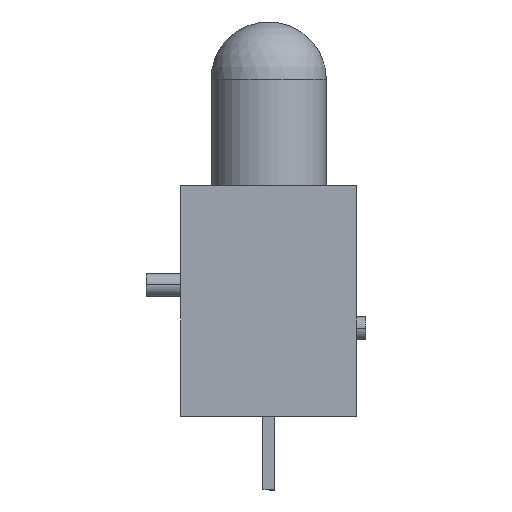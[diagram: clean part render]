
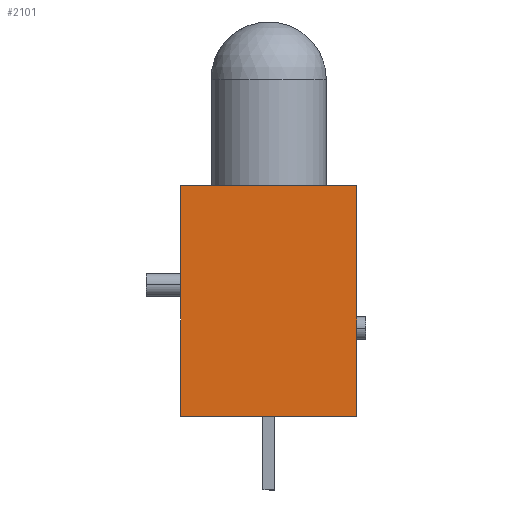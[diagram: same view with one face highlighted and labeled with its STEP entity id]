
A CAD part, left-side view. The second image highlights one B-rep face of the part: STEP entity #2101.
In plain terms, the highlighted planar face has unit normal (-1, 0, 0).
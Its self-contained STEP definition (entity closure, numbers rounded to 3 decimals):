
#1819=CARTESIAN_POINT('',(-3.0,-3.81,10.0));
#1820=VERTEX_POINT('',#1819);
#1827=CARTESIAN_POINT('',(-3.0,-3.81,0.0));
#1828=VERTEX_POINT('',#1827);
#1829=CARTESIAN_POINT('',(-3.0,-3.81,0.0));
#1830=DIRECTION('',(0.0,0.0,1.0));
#1831=VECTOR('',#1830,10.0);
#1832=LINE('',#1829,#1831);
#1833=EDGE_CURVE('',#1828,#1820,#1832,.T.);
#1911=CARTESIAN_POINT('',(-3.0,3.81,0.0));
#1912=VERTEX_POINT('',#1911);
#1913=CARTESIAN_POINT('',(-3.0,3.81,0.0));
#1914=DIRECTION('',(0.0,-1.0,0.0));
#1915=VECTOR('',#1914,7.62);
#1916=LINE('',#1913,#1915);
#1917=EDGE_CURVE('',#1912,#1828,#1916,.T.);
#2078=CARTESIAN_POINT('',(-3.0,-3.81,0.0));
#2079=DIRECTION('',(-1.0,0.0,0.0));
#2080=DIRECTION('',(0.0,0.0,-1.0));
#2081=AXIS2_PLACEMENT_3D('',#2078,#2079,#2080);
#2082=PLANE('',#2081);
#2083=CARTESIAN_POINT('',(-3.0,3.81,10.0));
#2084=VERTEX_POINT('',#2083);
#2085=CARTESIAN_POINT('',(-3.,-3.81,10.0));
#2086=DIRECTION('',(0.0,1.0,0.0));
#2087=VECTOR('',#2086,7.62);
#2088=LINE('',#2085,#2087);
#2089=EDGE_CURVE('',#1820,#2084,#2088,.T.);
#2090=ORIENTED_EDGE('',*,*,#2089,.T.);
#2091=CARTESIAN_POINT('',(-3.0,3.81,0.0));
#2092=DIRECTION('',(0.0,0.0,1.0));
#2093=VECTOR('',#2092,10.0);
#2094=LINE('',#2091,#2093);
#2095=EDGE_CURVE('',#1912,#2084,#2094,.T.);
#2096=ORIENTED_EDGE('',*,*,#2095,.F.);
#2097=ORIENTED_EDGE('',*,*,#1917,.T.);
#2098=ORIENTED_EDGE('',*,*,#1833,.T.);
#2099=EDGE_LOOP('',(#2090,#2096,#2097,#2098));
#2100=FACE_OUTER_BOUND('',#2099,.T.);
#2101=ADVANCED_FACE('',(#2100),#2082,.T.);
